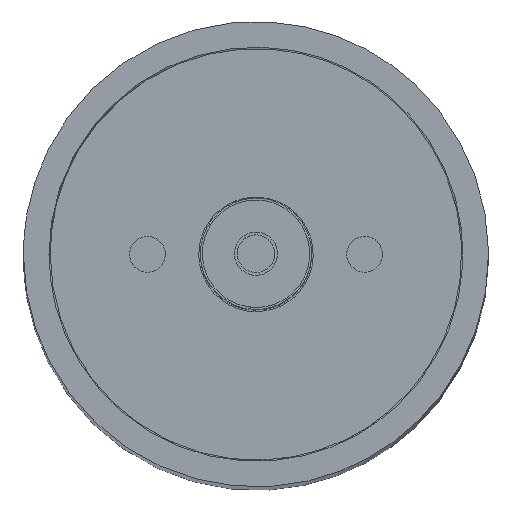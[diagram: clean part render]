
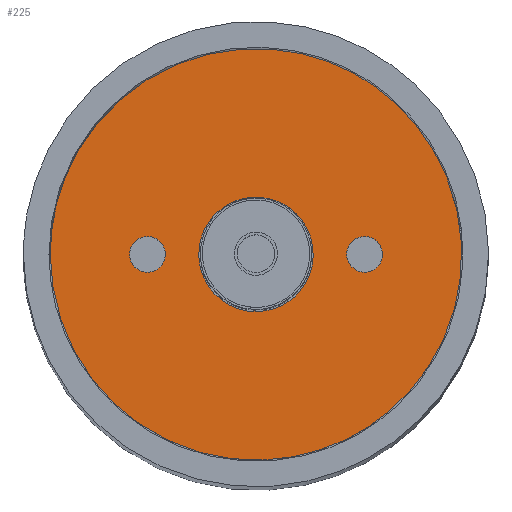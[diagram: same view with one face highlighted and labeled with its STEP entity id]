
A CAD part, top view. The second image highlights one B-rep face of the part: STEP entity #225.
In plain terms, the highlighted free-form (B-spline) face has degree [1, 1] with [2, 2] control points.
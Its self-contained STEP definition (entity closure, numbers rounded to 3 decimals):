
#22 = VERTEX_POINT('',#23);
#23 = CARTESIAN_POINT('',(5.56,0.,
    1.864));
#41 = EDGE_CURVE('',#22,#22,#42,.T.);
#42 = ( BOUNDED_CURVE() B_SPLINE_CURVE(2,(#43,#44,#45,#46,#47,#48,#49),
.UNSPECIFIED.,.T.,.F.) B_SPLINE_CURVE_WITH_KNOTS((3,2,2,3),(
    3.142,5.236,7.33,9.425),
.PIECEWISE_BEZIER_KNOTS.) CURVE() GEOMETRIC_REPRESENTATION_ITEM() 
RATIONAL_B_SPLINE_CURVE((1.,0.5,1.,0.5,1.,0.5,1.)) REPRESENTATION_ITEM(
  '') );
#43 = CARTESIAN_POINT('',(5.56,0.,
    1.864));
#44 = CARTESIAN_POINT('',(5.56,1.899,1.864)
  );
#45 = CARTESIAN_POINT('',(7.205,0.95,1.864)
  );
#46 = CARTESIAN_POINT('',(8.85,0.,
    1.864));
#47 = CARTESIAN_POINT('',(7.205,-0.95,1.864)
  );
#48 = CARTESIAN_POINT('',(5.56,-1.899,1.864)
  );
#49 = CARTESIAN_POINT('',(5.56,0.,
    1.864));
#74 = VERTEX_POINT('',#75);
#75 = CARTESIAN_POINT('',(-7.753,0.,
    1.864));
#93 = EDGE_CURVE('',#74,#74,#94,.T.);
#94 = ( BOUNDED_CURVE() B_SPLINE_CURVE(2,(#95,#96,#97,#98,#99,#100,#101)
,.UNSPECIFIED.,.T.,.F.) B_SPLINE_CURVE_WITH_KNOTS((3,2,2,3),(
    3.142,5.236,7.33,9.425),
.PIECEWISE_BEZIER_KNOTS.) CURVE() GEOMETRIC_REPRESENTATION_ITEM() 
RATIONAL_B_SPLINE_CURVE((1.,0.5,1.,0.5,1.,0.5,1.)) REPRESENTATION_ITEM(
  '') );
#95 = CARTESIAN_POINT('',(-7.753,0.,
    1.864));
#96 = CARTESIAN_POINT('',(-7.753,1.899,1.864)
  );
#97 = CARTESIAN_POINT('',(-6.108,0.95,1.864)
  );
#98 = CARTESIAN_POINT('',(-4.463,0.,
    1.864));
#99 = CARTESIAN_POINT('',(-6.108,-0.95,1.864
    ));
#100 = CARTESIAN_POINT('',(-7.753,-1.899,
    1.864));
#101 = CARTESIAN_POINT('',(-7.753,0.,
    1.864));
#126 = VERTEX_POINT('',#127);
#127 = CARTESIAN_POINT('',(-3.509,0.,
    1.864));
#145 = EDGE_CURVE('',#126,#126,#146,.T.);
#146 = ( BOUNDED_CURVE() B_SPLINE_CURVE(2,(#147,#148,#149,#150,#151,#152
,#153),.UNSPECIFIED.,.T.,.F.) B_SPLINE_CURVE_WITH_KNOTS((3,2,2,3),(
    3.142,5.236,7.33,9.425),
.PIECEWISE_BEZIER_KNOTS.) CURVE() GEOMETRIC_REPRESENTATION_ITEM() 
RATIONAL_B_SPLINE_CURVE((1.,0.5,1.,0.5,1.,0.5,1.)) REPRESENTATION_ITEM(
  '') );
#147 = CARTESIAN_POINT('',(-3.509,0.,
    1.864));
#148 = CARTESIAN_POINT('',(-3.509,6.078,1.864
    ));
#149 = CARTESIAN_POINT('',(1.755,3.039,1.864)
  );
#150 = CARTESIAN_POINT('',(7.019,0.,
    1.864));
#151 = CARTESIAN_POINT('',(1.755,-3.039,1.864
    ));
#152 = CARTESIAN_POINT('',(-3.509,-6.078,
    1.864));
#153 = CARTESIAN_POINT('',(-3.509,0.,
    1.864));
#177 = EDGE_CURVE('',#178,#178,#180,.T.);
#178 = VERTEX_POINT('',#179);
#179 = CARTESIAN_POINT('',(-12.611,0.,
    1.864));
#180 = ( BOUNDED_CURVE() B_SPLINE_CURVE(2,(#181,#182,#183,#184,#185,#186
,#187),.UNSPECIFIED.,.T.,.F.) B_SPLINE_CURVE_WITH_KNOTS((3,2,2,3),(
    3.142,5.236,7.33,9.425),
.PIECEWISE_BEZIER_KNOTS.) CURVE() GEOMETRIC_REPRESENTATION_ITEM() 
RATIONAL_B_SPLINE_CURVE((1.,0.5,1.,0.5,1.,0.5,1.)) REPRESENTATION_ITEM(
  '') );
#181 = CARTESIAN_POINT('',(-12.611,0.,
    1.864));
#182 = CARTESIAN_POINT('',(-12.611,-21.844,
    1.864));
#183 = CARTESIAN_POINT('',(6.306,-10.922,1.864
    ));
#184 = CARTESIAN_POINT('',(25.223,0.,
    1.864));
#185 = CARTESIAN_POINT('',(6.306,10.922,1.864
    ));
#186 = CARTESIAN_POINT('',(-12.611,21.844,
    1.864));
#187 = CARTESIAN_POINT('',(-12.611,0.,
    1.864));
#225 = ADVANCED_FACE('',(#226,#229,#232,#235),#238,.T.);
#226 = FACE_BOUND('',#227,.T.);
#227 = EDGE_LOOP('',(#228));
#228 = ORIENTED_EDGE('',*,*,#177,.T.);
#229 = FACE_BOUND('',#230,.T.);
#230 = EDGE_LOOP('',(#231));
#231 = ORIENTED_EDGE('',*,*,#145,.T.);
#232 = FACE_BOUND('',#233,.T.);
#233 = EDGE_LOOP('',(#234));
#234 = ORIENTED_EDGE('',*,*,#93,.T.);
#235 = FACE_BOUND('',#236,.T.);
#236 = EDGE_LOOP('',(#237));
#237 = ORIENTED_EDGE('',*,*,#41,.T.);
#238 = B_SPLINE_SURFACE_WITH_KNOTS('',1,1,(
    (#239,#240)
    ,(#241,#242
    )),.UNSPECIFIED.,.F.,.F.,.F.,(2,2),(2,2),(-11.5,11.5),(-11.5,11.5),
  .PIECEWISE_BEZIER_KNOTS.);
#239 = CARTESIAN_POINT('',(-12.611,-12.611,
    1.864));
#240 = CARTESIAN_POINT('',(-12.611,12.611,
    1.864));
#241 = CARTESIAN_POINT('',(12.611,-12.611,
    1.864));
#242 = CARTESIAN_POINT('',(12.611,12.611,
    1.864));
